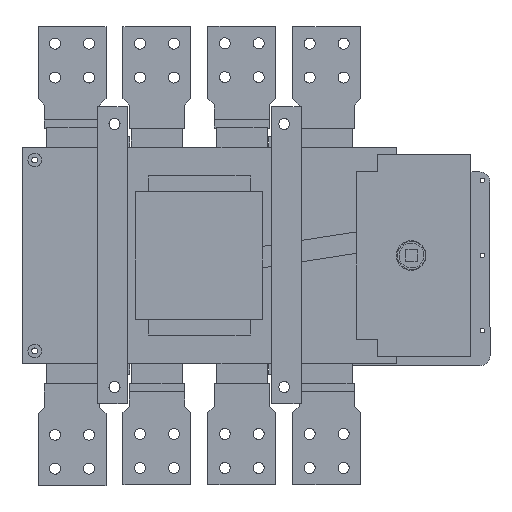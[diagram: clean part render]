
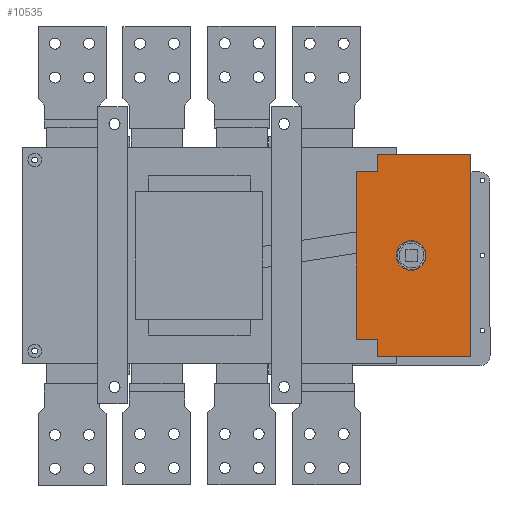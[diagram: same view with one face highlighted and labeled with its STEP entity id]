
A CAD part, front view. The second image highlights one B-rep face of the part: STEP entity #10535.
In plain terms, the highlighted planar face has unit normal (0, -1, 0).
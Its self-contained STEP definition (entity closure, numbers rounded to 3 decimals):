
#10453=CARTESIAN_POINT('',(434.973,-157.5,247.));
#10454=DIRECTION('',(0.0,1.0,0.0));
#10455=DIRECTION('',(0.0,0.0,1.0));
#10456=AXIS2_PLACEMENT_3D('',#10453,#10454,#10455);
#10457=PLANE('',#10456);
#10458=CARTESIAN_POINT('',(394.,-157.5,226.));
#10459=VERTEX_POINT('',#10458);
#10460=CARTESIAN_POINT('',(419.,-157.5,226.));
#10461=VERTEX_POINT('',#10460);
#10462=CARTESIAN_POINT('',(394.,-157.5,226.));
#10463=DIRECTION('',(1.0,0.0,0.0));
#10464=VECTOR('',#10463,25.);
#10465=LINE('',#10462,#10464);
#10466=EDGE_CURVE('',#10459,#10461,#10465,.T.);
#10467=ORIENTED_EDGE('',*,*,#10466,.F.);
#10468=CARTESIAN_POINT('',(394.,-157.5,29.));
#10469=VERTEX_POINT('',#10468);
#10470=CARTESIAN_POINT('',(394.,-157.5,29.));
#10471=DIRECTION('',(0.0,0.0,1.0));
#10472=VECTOR('',#10471,197.0);
#10473=LINE('',#10470,#10472);
#10474=EDGE_CURVE('',#10469,#10459,#10473,.T.);
#10475=ORIENTED_EDGE('',*,*,#10474,.F.);
#10476=CARTESIAN_POINT('',(419.,-157.5,29.));
#10477=VERTEX_POINT('',#10476);
#10478=CARTESIAN_POINT('',(419.,-157.5,29.));
#10479=DIRECTION('',(-1.0,0.0,0.0));
#10480=VECTOR('',#10479,25.);
#10481=LINE('',#10478,#10480);
#10482=EDGE_CURVE('',#10477,#10469,#10481,.T.);
#10483=ORIENTED_EDGE('',*,*,#10482,.F.);
#10484=CARTESIAN_POINT('',(419.,-157.5,8.));
#10485=VERTEX_POINT('',#10484);
#10486=CARTESIAN_POINT('',(419.,-157.5,8.));
#10487=DIRECTION('',(0.0,0.0,1.0));
#10488=VECTOR('',#10487,21.);
#10489=LINE('',#10486,#10488);
#10490=EDGE_CURVE('',#10485,#10477,#10489,.T.);
#10491=ORIENTED_EDGE('',*,*,#10490,.F.);
#10492=CARTESIAN_POINT('',(529.,-157.5,8.));
#10493=VERTEX_POINT('',#10492);
#10494=CARTESIAN_POINT('',(529.,-157.5,8.));
#10495=DIRECTION('',(-1.0,0.0,0.0));
#10496=VECTOR('',#10495,110.);
#10497=LINE('',#10494,#10496);
#10498=EDGE_CURVE('',#10493,#10485,#10497,.T.);
#10499=ORIENTED_EDGE('',*,*,#10498,.F.);
#10500=CARTESIAN_POINT('',(529.,-157.5,247.));
#10501=VERTEX_POINT('',#10500);
#10502=CARTESIAN_POINT('',(529.,-157.5,247.));
#10503=DIRECTION('',(0.0,0.0,-1.0));
#10504=VECTOR('',#10503,239.);
#10505=LINE('',#10502,#10504);
#10506=EDGE_CURVE('',#10501,#10493,#10505,.T.);
#10507=ORIENTED_EDGE('',*,*,#10506,.F.);
#10508=CARTESIAN_POINT('',(419.,-157.5,247.));
#10509=VERTEX_POINT('',#10508);
#10510=CARTESIAN_POINT('',(419.,-157.5,247.));
#10511=DIRECTION('',(1.0,0.0,0.0));
#10512=VECTOR('',#10511,110.);
#10513=LINE('',#10510,#10512);
#10514=EDGE_CURVE('',#10509,#10501,#10513,.T.);
#10515=ORIENTED_EDGE('',*,*,#10514,.F.);
#10516=CARTESIAN_POINT('',(419.,-157.5,226.));
#10517=DIRECTION('',(0.0,0.0,1.0));
#10518=VECTOR('',#10517,21.);
#10519=LINE('',#10516,#10518);
#10520=EDGE_CURVE('',#10461,#10509,#10519,.T.);
#10521=ORIENTED_EDGE('',*,*,#10520,.F.);
#10522=EDGE_LOOP('',(#10467,#10475,#10483,#10491,#10499,#10507,#10515,#10521));
#10523=FACE_OUTER_BOUND('',#10522,.T.);
#10524=CARTESIAN_POINT('',(476.037,-157.5,127.5));
#10525=VERTEX_POINT('',#10524);
#10526=CARTESIAN_POINT('',(458.537,-157.5,127.5));
#10527=DIRECTION('',(0.0,1.0,0.0));
#10528=DIRECTION('',(-1.0,0.0,0.0));
#10529=AXIS2_PLACEMENT_3D('',#10526,#10527,#10528);
#10530=CIRCLE('',#10529,17.5);
#10531=EDGE_CURVE('',#10525,#10525,#10530,.T.);
#10532=ORIENTED_EDGE('',*,*,#10531,.T.);
#10533=EDGE_LOOP('',(#10532));
#10534=FACE_BOUND('',#10533,.T.);
#10535=ADVANCED_FACE('',(#10523,#10534),#10457,.F.);
